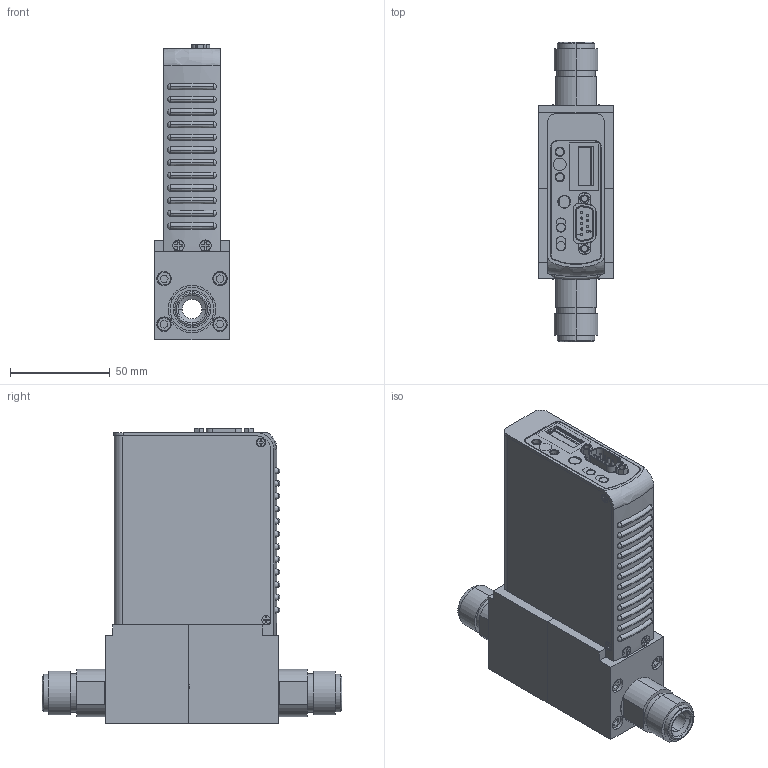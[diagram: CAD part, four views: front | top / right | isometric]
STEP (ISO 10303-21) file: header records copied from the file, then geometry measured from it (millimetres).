
FILE_DESCRIPTION (( 'STEP AP203' ), '1' );
FILE_NAME ('GF126-V2-G1.STEP', '2017-09-22T16:54:10', ( 'mrutkowski' ), ( 'Hewlett-Packard Company' ), 'SwSTEP 2.0', 'SolidWorks 2017', '' );
FILE_SCHEMA (( 'CONFIG_CONTROL_DESIGN' ));
Length unit declared in the file: inch
Products named in the file (1): GF126-V2-G1
Bounding box: 37.59 x 150.42 x 148.45 mm (x, y, z)
Surface area: 63033.8 mm2 (no closed solid volume)
Topology: 0 solids, 204 shells, 753 faces, 3160 edges, 2643 vertices
Faces by surface type: plane 459, cylinder 134, bspline 131, cone 28, torus 1
Entity records: 37806 total; most frequent: CARTESIAN_POINT 14932, ORIENTED_EDGE 4311, DIRECTION 3607, EDGE_CURVE 3160, VERTEX_POINT 2643, LINE 1431, VECTOR 1431, B_SPLINE_CURVE_WITH_KNOTS 1246
